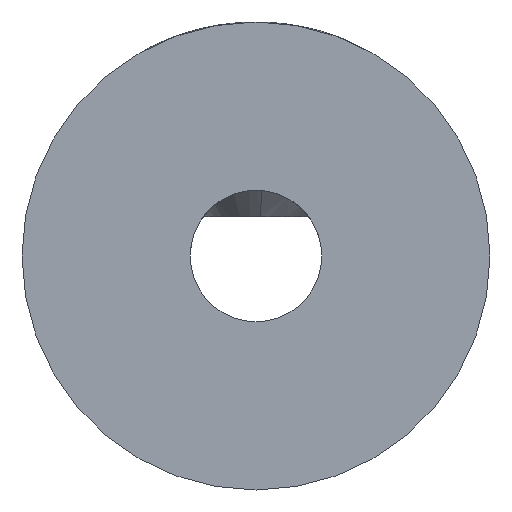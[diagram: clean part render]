
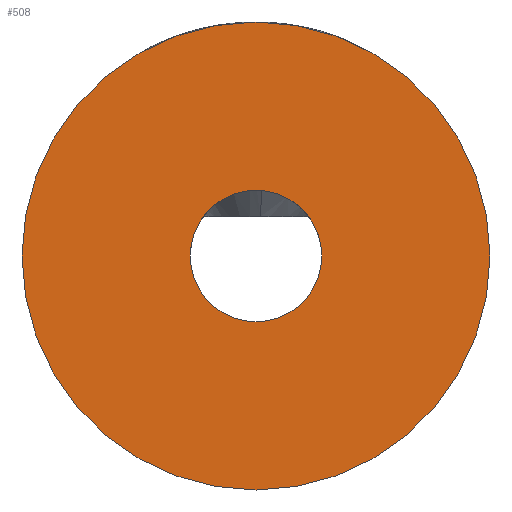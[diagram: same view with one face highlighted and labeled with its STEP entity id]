
A CAD part, front view. The second image highlights one B-rep face of the part: STEP entity #508.
In plain terms, the highlighted planar face has unit normal (0, -1, 0).
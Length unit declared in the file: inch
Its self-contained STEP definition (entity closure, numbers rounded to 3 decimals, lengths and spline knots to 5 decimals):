
#15 = DIRECTION ( 'NONE',  ( 0., 0., 1. ) ) ;
#266 = EDGE_LOOP ( 'NONE', ( #11070, #6249 ) ) ;
#508 = ADVANCED_FACE ( 'NONE', ( #7985, #4784 ), #7273, .F. ) ;
#1134 = AXIS2_PLACEMENT_3D ( 'NONE', #2326, #6531, #15 ) ;
#1551 = VERTEX_POINT ( 'NONE', #10654 ) ;
#1859 = DIRECTION ( 'NONE',  ( 0., 0., -1. ) ) ;
#2317 = CARTESIAN_POINT ( 'NONE',  ( 0., 0., 0.21 ) ) ;
#2326 = CARTESIAN_POINT ( 'NONE',  ( 0., 0., 0. ) ) ;
#2963 = DIRECTION ( 'NONE',  ( 0., 0., 1. ) ) ;
#3058 = AXIS2_PLACEMENT_3D ( 'NONE', #4983, #13656, #1859 ) ;
#3444 = CIRCLE ( 'NONE', #6827, 0.05906 ) ;
#3612 = CIRCLE ( 'NONE', #3662, 0.21 ) ;
#3662 = AXIS2_PLACEMENT_3D ( 'NONE', #7718, #4370, #6696 ) ;
#4340 = EDGE_CURVE ( 'NONE', #11760, #1551, #3612, .T. ) ;
#4370 = DIRECTION ( 'NONE',  ( 0., 1., 0. ) ) ;
#4784 = FACE_OUTER_BOUND ( 'NONE', #10142, .T. ) ;
#4983 = CARTESIAN_POINT ( 'NONE',  ( 0., 0., 0. ) ) ;
#5051 = EDGE_CURVE ( 'NONE', #12686, #10958, #3444, .T. ) ;
#5645 = CARTESIAN_POINT ( 'NONE',  ( 0., 0., -0.05906 ) ) ;
#6249 = ORIENTED_EDGE ( 'NONE', *, *, #5051, .F. ) ;
#6531 = DIRECTION ( 'NONE',  ( 0., 1., 0. ) ) ;
#6617 = ORIENTED_EDGE ( 'NONE', *, *, #7138, .F. ) ;
#6696 = DIRECTION ( 'NONE',  ( 0., 0., 1. ) ) ;
#6827 = AXIS2_PLACEMENT_3D ( 'NONE', #8105, #8063, #9236 ) ;
#7138 = EDGE_CURVE ( 'NONE', #1551, #11760, #7469, .T. ) ;
#7273 = PLANE ( 'NONE',  #12448 ) ;
#7469 = CIRCLE ( 'NONE', #1134, 0.21 ) ;
#7718 = CARTESIAN_POINT ( 'NONE',  ( 0., 0., 0. ) ) ;
#7985 = FACE_BOUND ( 'NONE', #266, .T. ) ;
#8006 = ORIENTED_EDGE ( 'NONE', *, *, #4340, .F. ) ;
#8063 = DIRECTION ( 'NONE',  ( 0., -1., 0. ) ) ;
#8105 = CARTESIAN_POINT ( 'NONE',  ( 0., 0., 0. ) ) ;
#8348 = DIRECTION ( 'NONE',  ( 0., 1., 0. ) ) ;
#9236 = DIRECTION ( 'NONE',  ( 0., 0., -1. ) ) ;
#9481 = CIRCLE ( 'NONE', #3058, 0.05906 ) ;
#9986 = CARTESIAN_POINT ( 'NONE',  ( 0., 0., 0.05906 ) ) ;
#10142 = EDGE_LOOP ( 'NONE', ( #6617, #8006 ) ) ;
#10654 = CARTESIAN_POINT ( 'NONE',  ( 0., 0., -0.21 ) ) ;
#10958 = VERTEX_POINT ( 'NONE', #9986 ) ;
#11070 = ORIENTED_EDGE ( 'NONE', *, *, #12273, .F. ) ;
#11760 = VERTEX_POINT ( 'NONE', #2317 ) ;
#12273 = EDGE_CURVE ( 'NONE', #10958, #12686, #9481, .T. ) ;
#12448 = AXIS2_PLACEMENT_3D ( 'NONE', #13640, #8348, #2963 ) ;
#12686 = VERTEX_POINT ( 'NONE', #5645 ) ;
#13640 = CARTESIAN_POINT ( 'NONE',  ( 0., 0., 0. ) ) ;
#13656 = DIRECTION ( 'NONE',  ( 0., -1., 0. ) ) ;
